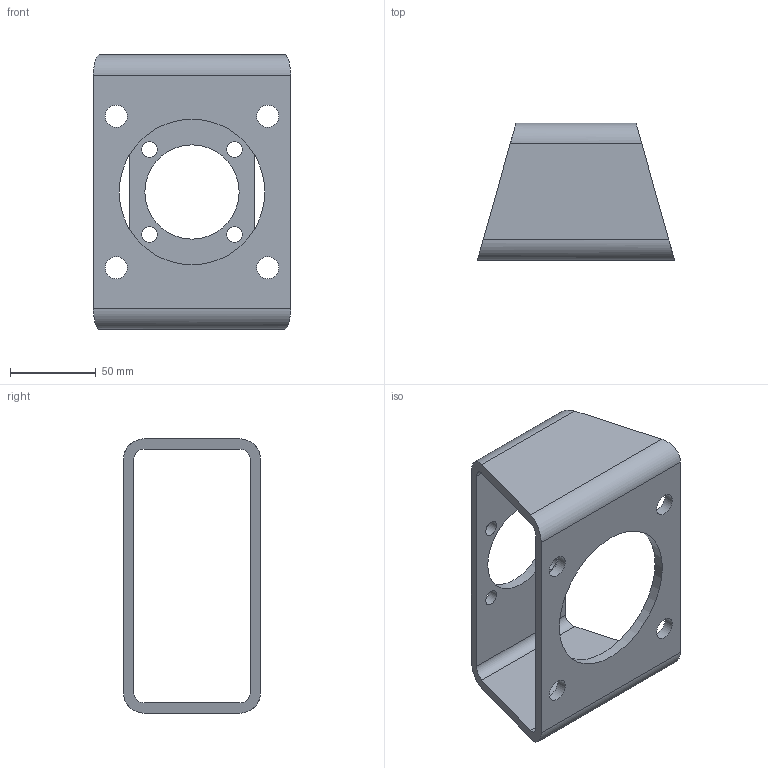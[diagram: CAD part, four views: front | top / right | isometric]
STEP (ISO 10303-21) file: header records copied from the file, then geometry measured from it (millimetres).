
FILE_DESCRIPTION(/* description */ ('STEP AP214'),/* implementation_level */ '2;1');
FILE_NAME(/* name */ '8082989_DARQ-B-F12-F07-R13',/* time_stamp */ '2024-08-14T15:45:37+02:00',/* author */ ('License CC BY-ND 4.0'),/* organization */ ('CADENAS'),/* preprocessor_version */ 'ST-DEVELOPER v19.3',/* originating_system */ 'PARTsolutions',/* authorisation */ ' ');
FILE_SCHEMA (('AUTOMOTIVE_DESIGN {1 0 10303 214 3 1 1}'));
Length unit declared in the file: millimetre
Products named in the file (1): 8082989 DARQ-B-F12-F07-R13---(high)
Bounding box: 115 x 80 x 160 mm (x, y, z)
Volume: 191490.1 mm3; surface area: 73619.4 mm2
Topology: 1 solids, 1 shells, 28 faces, 78 edges, 52 vertices
Faces by surface type: cylinder 18, plane 10
Full cylindrical faces by diameter (mm): 9 x4, 13 x4, 55 x1, 85 x1
Entity records: 942 total; most frequent: DIRECTION 162, CARTESIAN_POINT 149, ORIENTED_EDGE 136, EDGE_CURVE 68, AXIS2_PLACEMENT_3D 65, EDGE_LOOP 60, FACE_BOUND 60, VERTEX_POINT 52
